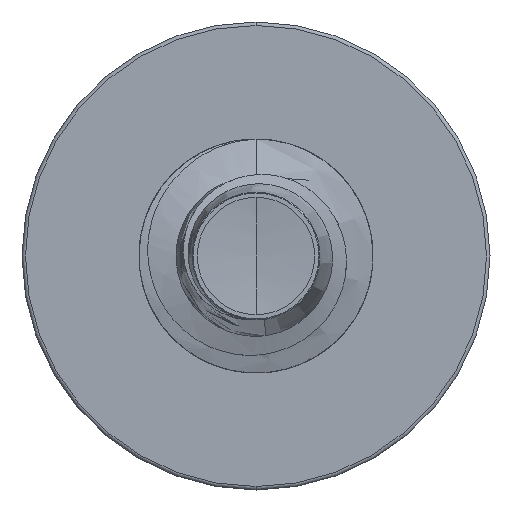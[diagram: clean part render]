
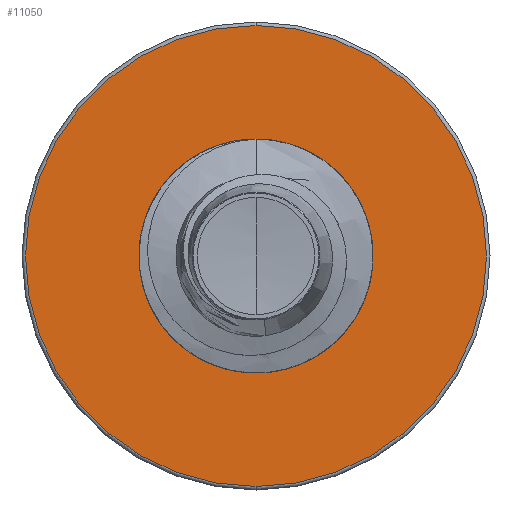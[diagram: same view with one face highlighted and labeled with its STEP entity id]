
A CAD part, front view. The second image highlights one B-rep face of the part: STEP entity #11050.
In plain terms, the highlighted planar face has unit normal (0, -1, 0).
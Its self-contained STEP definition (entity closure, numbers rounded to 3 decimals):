
#934 = CARTESIAN_POINT ( 'NONE',  ( 0., 20., -3.94 ) ) ;
#1479 = AXIS2_PLACEMENT_3D ( 'NONE', #20749, #8988, #22735 ) ;
#1819 = VERTEX_POINT ( 'NONE', #4906 ) ;
#1821 = CARTESIAN_POINT ( 'NONE',  ( 0., 20., 1.989 ) ) ;
#2619 = FACE_OUTER_BOUND ( 'NONE', #9482, .T. ) ;
#2622 = PLANE ( 'NONE',  #11873 ) ;
#2695 = EDGE_LOOP ( 'NONE', ( #8007, #19048 ) ) ;
#3095 = EDGE_CURVE ( 'NONE', #20899, #7299, #24173, .T. ) ;
#3201 = CARTESIAN_POINT ( 'NONE',  ( 0., 20., 0. ) ) ;
#4614 = CARTESIAN_POINT ( 'NONE',  ( 0., 20., -1.989 ) ) ;
#4906 = CARTESIAN_POINT ( 'NONE',  ( 0., 20., 3.94 ) ) ;
#5187 = DIRECTION ( 'NONE',  ( 0., 0., 1. ) ) ;
#7299 = VERTEX_POINT ( 'NONE', #24284 ) ;
#7762 = CARTESIAN_POINT ( 'NONE',  ( 0., 20., 0. ) ) ;
#8007 = ORIENTED_EDGE ( 'NONE', *, *, #3095, .T. ) ;
#8988 = DIRECTION ( 'NONE',  ( 0., 1., 0. ) ) ;
#9482 = EDGE_LOOP ( 'NONE', ( #10472, #21828 ) ) ;
#9729 = FACE_BOUND ( 'NONE', #2695, .T. ) ;
#9740 = DIRECTION ( 'NONE',  ( 0., 0., 1. ) ) ;
#10472 = ORIENTED_EDGE ( 'NONE', *, *, #11352, .F. ) ;
#10540 = DIRECTION ( 'NONE',  ( 0., 0., 1. ) ) ;
#10715 = CARTESIAN_POINT ( 'NONE',  ( 0., 20., 0. ) ) ;
#11050 = ADVANCED_FACE ( 'NONE', ( #2619, #9729 ), #2622, .F. ) ;
#11352 = EDGE_CURVE ( 'NONE', #1819, #24321, #22300, .T. ) ;
#11873 = AXIS2_PLACEMENT_3D ( 'NONE', #4614, #22304, #10540 ) ;
#12684 = DIRECTION ( 'NONE',  ( 0., 0., 1. ) ) ;
#14485 = AXIS2_PLACEMENT_3D ( 'NONE', #10715, #24463, #12684 ) ;
#14945 = EDGE_CURVE ( 'NONE', #24321, #1819, #16759, .T. ) ;
#16759 = CIRCLE ( 'NONE', #21903, 3.94 ) ;
#16943 = DIRECTION ( 'NONE',  ( 0., 1., 0. ) ) ;
#19048 = ORIENTED_EDGE ( 'NONE', *, *, #22520, .T. ) ;
#20725 = CIRCLE ( 'NONE', #21762, 1.989 ) ;
#20749 = CARTESIAN_POINT ( 'NONE',  ( 0., 20., 0. ) ) ;
#20899 = VERTEX_POINT ( 'NONE', #1821 ) ;
#21503 = DIRECTION ( 'NONE',  ( 0., 1., 0. ) ) ;
#21762 = AXIS2_PLACEMENT_3D ( 'NONE', #7762, #21503, #9740 ) ;
#21828 = ORIENTED_EDGE ( 'NONE', *, *, #14945, .F. ) ;
#21903 = AXIS2_PLACEMENT_3D ( 'NONE', #3201, #16943, #5187 ) ;
#22300 = CIRCLE ( 'NONE', #14485, 3.94 ) ;
#22304 = DIRECTION ( 'NONE',  ( 0., 1., 0. ) ) ;
#22520 = EDGE_CURVE ( 'NONE', #7299, #20899, #20725, .T. ) ;
#22735 = DIRECTION ( 'NONE',  ( 0., 0., 1. ) ) ;
#24173 = CIRCLE ( 'NONE', #1479, 1.989 ) ;
#24284 = CARTESIAN_POINT ( 'NONE',  ( 0., 20., -1.989 ) ) ;
#24321 = VERTEX_POINT ( 'NONE', #934 ) ;
#24463 = DIRECTION ( 'NONE',  ( 0., 1., 0. ) ) ;
